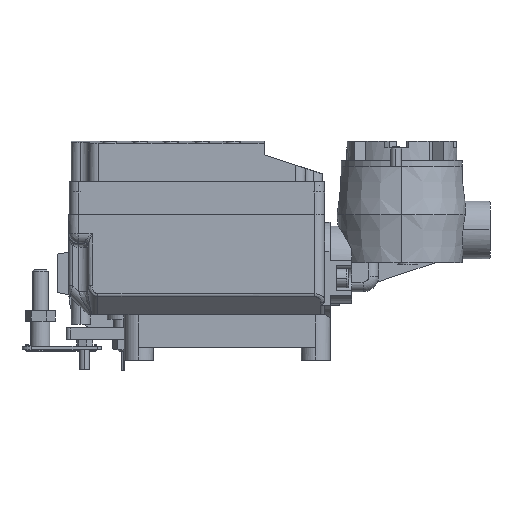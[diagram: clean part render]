
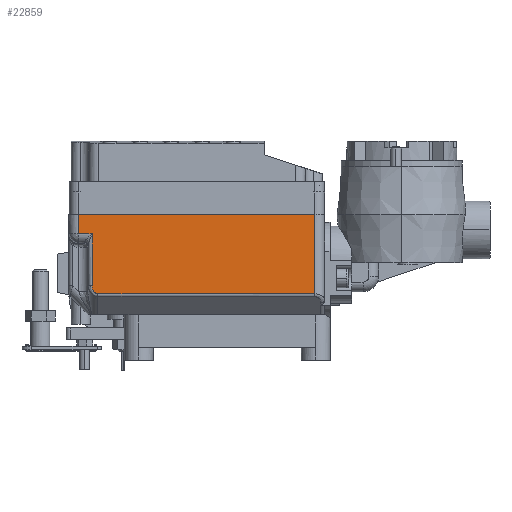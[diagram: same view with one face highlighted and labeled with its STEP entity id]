
A CAD part, left-side view. The second image highlights one B-rep face of the part: STEP entity #22859.
In plain terms, the highlighted planar face has unit normal (-1, 0, 0).
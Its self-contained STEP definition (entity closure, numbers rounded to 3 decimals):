
#116 = CARTESIAN_POINT ( 'NONE',  ( -122., 120.5, 59. ) ) ;
#735 = DIRECTION ( 'NONE',  ( 0., -1., 0. ) ) ;
#787 = LINE ( 'NONE', #28356, #37537 ) ;
#2110 = CARTESIAN_POINT ( 'NONE',  ( -122., 120.5, 69. ) ) ;
#2342 = DIRECTION ( 'NONE',  ( 0., -1., 0. ) ) ;
#2960 = PLANE ( 'NONE',  #3390 ) ;
#3390 = AXIS2_PLACEMENT_3D ( 'NONE', #17407, #42773, #10300 ) ;
#3636 = ORIENTED_EDGE ( 'NONE', *, *, #35571, .T. ) ;
#3667 = EDGE_CURVE ( 'NONE', #10117, #33803, #8837, .T. ) ;
#4831 = CARTESIAN_POINT ( 'NONE',  ( -122., 120.319, 30.619 ) ) ;
#5228 = CARTESIAN_POINT ( 'NONE',  ( -122., 0., 59. ) ) ;
#5903 = LINE ( 'NONE', #23424, #8140 ) ;
#6061 = VERTEX_POINT ( 'NONE', #116 ) ;
#8095 = VECTOR ( 'NONE', #9698, 1000. ) ;
#8140 = VECTOR ( 'NONE', #2342, 1000. ) ;
#8150 = CARTESIAN_POINT ( 'NONE',  ( -122., 117.5, 27.828 ) ) ;
#8393 = CARTESIAN_POINT ( 'NONE',  ( -122., 120.474, 31.404 ) ) ;
#8837 = LINE ( 'NONE', #30170, #28086 ) ;
#9079 = CARTESIAN_POINT ( 'NONE',  ( -122., 120.5, 32.071 ) ) ;
#9259 = ORIENTED_EDGE ( 'NONE', *, *, #21551, .T. ) ;
#9698 = DIRECTION ( 'NONE',  ( 0., 0., -1. ) ) ;
#10117 = VERTEX_POINT ( 'NONE', #15421 ) ;
#10300 = DIRECTION ( 'NONE',  ( 0., 0., 1. ) ) ;
#11019 = VERTEX_POINT ( 'NONE', #20324 ) ;
#11363 = ORIENTED_EDGE ( 'NONE', *, *, #45415, .F. ) ;
#12339 = EDGE_CURVE ( 'NONE', #39115, #10117, #5903, .T. ) ;
#12617 = CARTESIAN_POINT ( 'NONE',  ( -122., 120.137, 29.965 ) ) ;
#13215 = VERTEX_POINT ( 'NONE', #24263 ) ;
#13866 = FACE_OUTER_BOUND ( 'NONE', #21525, .T. ) ;
#15242 = CARTESIAN_POINT ( 'NONE',  ( -122., 120.5, 31.801 ) ) ;
#15421 = CARTESIAN_POINT ( 'NONE',  ( -122., 5., 27.828 ) ) ;
#15698 = CARTESIAN_POINT ( 'NONE',  ( -122., 118.626, 28.139 ) ) ;
#15930 = CARTESIAN_POINT ( 'NONE',  ( -122., 118.698, 28.181 ) ) ;
#16166 = CARTESIAN_POINT ( 'NONE',  ( -122., 120.347, 30.73 ) ) ;
#17407 = CARTESIAN_POINT ( 'NONE',  ( -122., 0., 69. ) ) ;
#18497 = B_SPLINE_CURVE_WITH_KNOTS ( 'NONE', 3,
 ( #9079, #15242, #8393, #22819, #16166, #4831, #26839, #44165, #26139, #12617, #27079, #19717, #19254, #41527, #23516, #38001, #19948, #41288, #22581, #15930, #33739, #15698, #40601, #26615, #8150 ),
 .UNSPECIFIED., .F., .F.,
 ( 4, 1, 1, 1, 1, 2, 2, 2, 1, 2, 2, 1, 1, 2, 2, 4 ),
 ( 0., 0.125, 0.188, 0.219, 0.234, 0.242, 0.25, 0.5, 0.563, 0.594, 0.625, 0.688, 0.719, 0.734, 0.75, 1. ),
 .UNSPECIFIED. ) ;
#19254 = CARTESIAN_POINT ( 'NONE',  ( -122., 119.433, 28.821 ) ) ;
#19717 = CARTESIAN_POINT ( 'NONE',  ( -122., 119.548, 28.968 ) ) ;
#19948 = CARTESIAN_POINT ( 'NONE',  ( -122., 119.057, 28.442 ) ) ;
#20324 = CARTESIAN_POINT ( 'NONE',  ( -122., 127.5, 69. ) ) ;
#21525 = EDGE_LOOP ( 'NONE', ( #3636, #11363, #9259, #38553, #33996, #41356, #36899 ) ) ;
#21551 = EDGE_CURVE ( 'NONE', #37343, #6061, #30352, .T. ) ;
#22581 = CARTESIAN_POINT ( 'NONE',  ( -122., 118.767, 28.224 ) ) ;
#22819 = CARTESIAN_POINT ( 'NONE',  ( -122., 120.397, 30.953 ) ) ;
#22859 = ADVANCED_FACE ( 'NONE', ( #13866 ), #2960, .T. ) ;
#23424 = CARTESIAN_POINT ( 'NONE',  ( -122., 0., 27.828 ) ) ;
#23516 = CARTESIAN_POINT ( 'NONE',  ( -122., 119.228, 28.602 ) ) ;
#24263 = CARTESIAN_POINT ( 'NONE',  ( -122., 120.5, 32.071 ) ) ;
#24543 = CARTESIAN_POINT ( 'NONE',  ( -122., 117.5, 27.828 ) ) ;
#26139 = CARTESIAN_POINT ( 'NONE',  ( -122., 120.294, 30.526 ) ) ;
#26615 = CARTESIAN_POINT ( 'NONE',  ( -122., 117.882, 27.828 ) ) ;
#26839 = CARTESIAN_POINT ( 'NONE',  ( -122., 120.307, 30.572 ) ) ;
#26886 = EDGE_CURVE ( 'NONE', #6061, #13215, #31508, .T. ) ;
#27079 = CARTESIAN_POINT ( 'NONE',  ( -122., 119.914, 29.485 ) ) ;
#28086 = VECTOR ( 'NONE', #37757, 1000. ) ;
#28356 = CARTESIAN_POINT ( 'NONE',  ( -122., 66.25, 69. ) ) ;
#28775 = CARTESIAN_POINT ( 'NONE',  ( -122., 127.5, 69. ) ) ;
#28945 = EDGE_CURVE ( 'NONE', #13215, #39115, #18497, .T. ) ;
#30170 = CARTESIAN_POINT ( 'NONE',  ( -122., 5., 69. ) ) ;
#30352 = LINE ( 'NONE', #5228, #40432 ) ;
#30555 = CARTESIAN_POINT ( 'NONE',  ( -122., 127.5, 59. ) ) ;
#31508 = LINE ( 'NONE', #2110, #8095 ) ;
#31859 = CARTESIAN_POINT ( 'NONE',  ( -122., 5., 69. ) ) ;
#33739 = CARTESIAN_POINT ( 'NONE',  ( -122., 118.651, 28.153 ) ) ;
#33803 = VERTEX_POINT ( 'NONE', #31859 ) ;
#33996 = ORIENTED_EDGE ( 'NONE', *, *, #28945, .T. ) ;
#35571 = EDGE_CURVE ( 'NONE', #33803, #11019, #787, .T. ) ;
#36899 = ORIENTED_EDGE ( 'NONE', *, *, #3667, .T. ) ;
#37343 = VERTEX_POINT ( 'NONE', #30555 ) ;
#37537 = VECTOR ( 'NONE', #40369, 1000. ) ;
#37757 = DIRECTION ( 'NONE',  ( 0., 0., 1. ) ) ;
#38001 = CARTESIAN_POINT ( 'NONE',  ( -122., 119.184, 28.559 ) ) ;
#38553 = ORIENTED_EDGE ( 'NONE', *, *, #26886, .T. ) ;
#38984 = LINE ( 'NONE', #28775, #43983 ) ;
#39115 = VERTEX_POINT ( 'NONE', #24543 ) ;
#40369 = DIRECTION ( 'NONE',  ( 0., 1., 0. ) ) ;
#40432 = VECTOR ( 'NONE', #735, 1000. ) ;
#40601 = CARTESIAN_POINT ( 'NONE',  ( -122., 118.25, 27.928 ) ) ;
#41288 = CARTESIAN_POINT ( 'NONE',  ( -122., 118.926, 28.334 ) ) ;
#41356 = ORIENTED_EDGE ( 'NONE', *, *, #12339, .T. ) ;
#41527 = CARTESIAN_POINT ( 'NONE',  ( -122., 119.311, 28.688 ) ) ;
#42773 = DIRECTION ( 'NONE',  ( -1., 0., 0. ) ) ;
#43983 = VECTOR ( 'NONE', #46545, 1000. ) ;
#44165 = CARTESIAN_POINT ( 'NONE',  ( -122., 120.298, 30.541 ) ) ;
#45415 = EDGE_CURVE ( 'NONE', #37343, #11019, #38984, .T. ) ;
#46545 = DIRECTION ( 'NONE',  ( 0., 0., 1. ) ) ;
